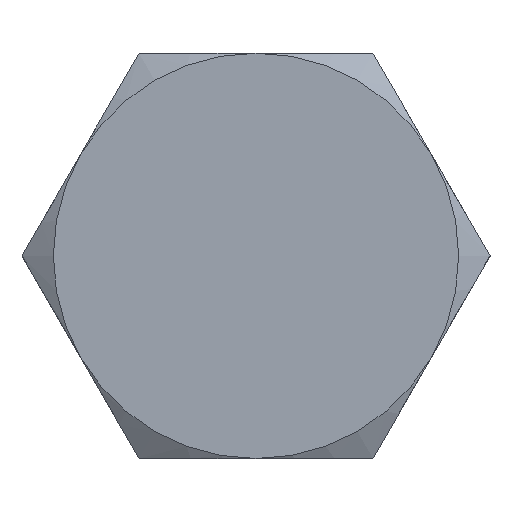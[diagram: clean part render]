
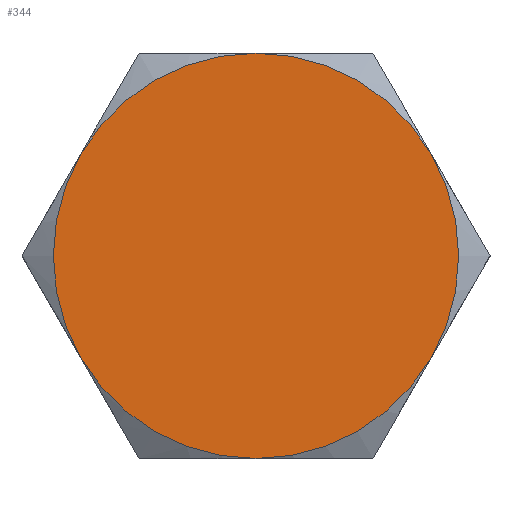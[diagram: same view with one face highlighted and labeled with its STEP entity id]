
A CAD part, top view. The second image highlights one B-rep face of the part: STEP entity #344.
In plain terms, the highlighted planar face has unit normal (0, 0, 1).
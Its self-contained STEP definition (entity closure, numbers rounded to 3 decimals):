
#90=CIRCLE('',#373,8.);
#91=CIRCLE('',#375,8.);
#92=CIRCLE('',#377,8.);
#93=CIRCLE('',#379,8.);
#94=CIRCLE('',#381,8.);
#95=CIRCLE('',#383,8.);
#180=ORIENTED_EDGE('',*,*,#225,.F.);
#181=ORIENTED_EDGE('',*,*,#224,.F.);
#182=ORIENTED_EDGE('',*,*,#223,.F.);
#183=ORIENTED_EDGE('',*,*,#222,.F.);
#184=ORIENTED_EDGE('',*,*,#227,.F.);
#185=ORIENTED_EDGE('',*,*,#226,.F.);
#222=EDGE_CURVE('',#234,#250,#90,.T.);
#223=EDGE_CURVE('',#250,#247,#91,.T.);
#224=EDGE_CURVE('',#247,#244,#92,.T.);
#225=EDGE_CURVE('',#244,#241,#93,.T.);
#226=EDGE_CURVE('',#241,#238,#94,.T.);
#227=EDGE_CURVE('',#238,#234,#95,.T.);
#234=VERTEX_POINT('',#535);
#238=VERTEX_POINT('',#551);
#241=VERTEX_POINT('',#565);
#244=VERTEX_POINT('',#579);
#247=VERTEX_POINT('',#593);
#250=VERTEX_POINT('',#607);
#283=EDGE_LOOP('',(#180,#181,#182,#183,#184,#185));
#309=FACE_BOUND('',#283,.T.);
#328=PLANE('',#384);
#344=ADVANCED_FACE('',(#309),#328,.T.);
#373=AXIS2_PLACEMENT_3D('',#617,#446,#447);
#375=AXIS2_PLACEMENT_3D('',#619,#450,#451);
#377=AXIS2_PLACEMENT_3D('',#621,#454,#455);
#379=AXIS2_PLACEMENT_3D('',#623,#458,#459);
#381=AXIS2_PLACEMENT_3D('',#625,#462,#463);
#383=AXIS2_PLACEMENT_3D('',#627,#466,#467);
#384=AXIS2_PLACEMENT_3D('',#628,#468,#469);
#446=DIRECTION('',(0.,0.,-1.));
#447=DIRECTION('',(-1.,0.,0.));
#450=DIRECTION('',(0.,0.,-1.));
#451=DIRECTION('',(-1.,0.,0.));
#454=DIRECTION('',(0.,0.,-1.));
#455=DIRECTION('',(-1.,0.,0.));
#458=DIRECTION('',(0.,0.,-1.));
#459=DIRECTION('',(-1.,0.,0.));
#462=DIRECTION('',(0.,0.,-1.));
#463=DIRECTION('',(-1.,0.,0.));
#466=DIRECTION('',(0.,0.,-1.));
#467=DIRECTION('',(-1.,0.,0.));
#468=DIRECTION('',(0.,0.,1.));
#469=DIRECTION('',(1.,0.,0.));
#535=CARTESIAN_POINT('',(6.928,-4.,6.4));
#551=CARTESIAN_POINT('',(6.928,4.,6.4));
#565=CARTESIAN_POINT('',(0.,8.,6.4));
#579=CARTESIAN_POINT('',(-6.928,4.,6.4));
#593=CARTESIAN_POINT('',(-6.928,-4.,6.4));
#607=CARTESIAN_POINT('',(0.,-8.,6.4));
#617=CARTESIAN_POINT('',(0.,0.,6.4));
#619=CARTESIAN_POINT('',(0.,0.,6.4));
#621=CARTESIAN_POINT('',(0.,0.,6.4));
#623=CARTESIAN_POINT('',(0.,0.,6.4));
#625=CARTESIAN_POINT('',(0.,0.,6.4));
#627=CARTESIAN_POINT('',(0.,0.,6.4));
#628=CARTESIAN_POINT('',(13.856,8.,6.4));
